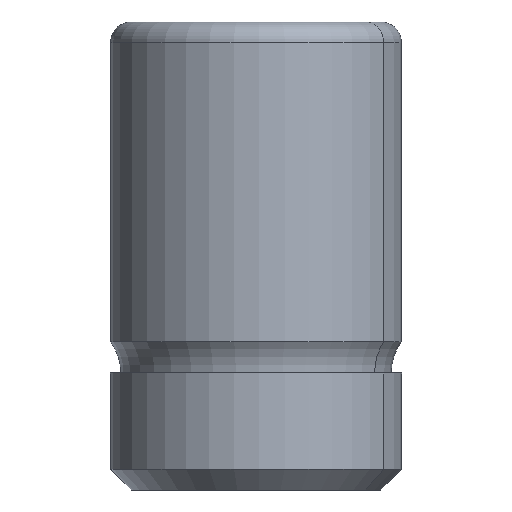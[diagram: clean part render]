
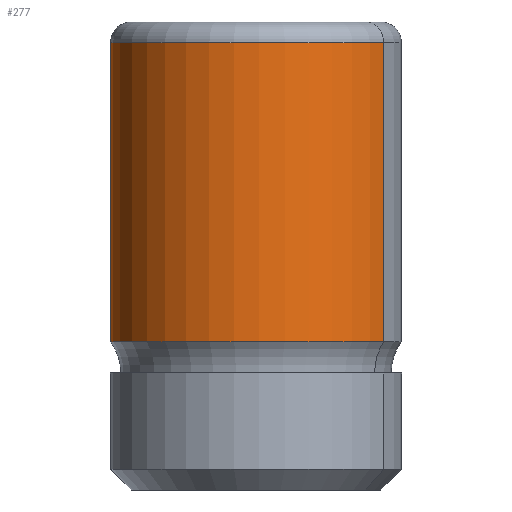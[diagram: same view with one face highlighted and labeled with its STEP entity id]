
A CAD part, front view. The second image highlights one B-rep face of the part: STEP entity #277.
In plain terms, the highlighted cylindrical face has radius 14 mm (diameter 28 mm), a partial arc.
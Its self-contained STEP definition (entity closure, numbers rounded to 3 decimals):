
#140=CARTESIAN_POINT('Axis2P3D Location',(0.,0.,11.25)) ;
#201=CARTESIAN_POINT('Vertex',(-12.286,6.712,3.)) ;
#208=CARTESIAN_POINT('Vertex',(12.286,-6.712,3.)) ;
#228=CARTESIAN_POINT('Axis2P3D Location',(0.,0.,3.)) ;
#240=CARTESIAN_POINT('Line Origine',(-12.286,6.712,11.25)) ;
#244=CARTESIAN_POINT('Vertex',(-12.286,6.712,31.75)) ;
#251=CARTESIAN_POINT('Vertex',(12.286,-6.712,31.75)) ;
#254=CARTESIAN_POINT('Line Origine',(12.286,-6.712,11.25)) ;
#266=CARTESIAN_POINT('Axis2P3D Location',(0.,0.,31.75)) ;
#141=DIRECTION('Axis2P3D Direction',(0.,0.,-1.)) ;
#142=DIRECTION('Axis2P3D XDirection',(-0.878,0.479,-0.)) ;
#229=DIRECTION('Axis2P3D Direction',(0.,0.,-1.)) ;
#241=DIRECTION('Vector Direction',(0.,0.,-1.)) ;
#255=DIRECTION('Vector Direction',(0.,0.,-1.)) ;
#267=DIRECTION('Axis2P3D Direction',(0.,0.,-1.)) ;
#143=AXIS2_PLACEMENT_3D('Cylinder Axis2P3D',#140,#141,#142) ;
#230=AXIS2_PLACEMENT_3D('Circle Axis2P3D',#228,#229,$) ;
#268=AXIS2_PLACEMENT_3D('Circle Axis2P3D',#266,#267,$) ;
#272=ORIENTED_EDGE('',*,*,#232,.F.) ;
#273=ORIENTED_EDGE('',*,*,#258,.T.) ;
#274=ORIENTED_EDGE('',*,*,#270,.T.) ;
#275=ORIENTED_EDGE('',*,*,#246,.F.) ;
#242=VECTOR('Line Direction',#241,1.) ;
#256=VECTOR('Line Direction',#255,1.) ;
#277=ADVANCED_FACE('PartBody',(#276),#144,.T.) ;
#231=CIRCLE('generated circle',#230,14.) ;
#269=CIRCLE('generated circle',#268,14.) ;
#144=CYLINDRICAL_SURFACE('generated cylinder',#143,14.) ;
#232=EDGE_CURVE('',#209,#202,#231,.T.) ;
#246=EDGE_CURVE('',#202,#245,#243,.F.) ;
#258=EDGE_CURVE('',#209,#252,#257,.F.) ;
#270=EDGE_CURVE('',#252,#245,#269,.T.) ;
#271=EDGE_LOOP('',(#272,#273,#274,#275)) ;
#276=FACE_OUTER_BOUND('',#271,.T.) ;
#243=LINE('Line',#240,#242) ;
#257=LINE('Line',#254,#256) ;
#202=VERTEX_POINT('',#201) ;
#209=VERTEX_POINT('',#208) ;
#245=VERTEX_POINT('',#244) ;
#252=VERTEX_POINT('',#251) ;
